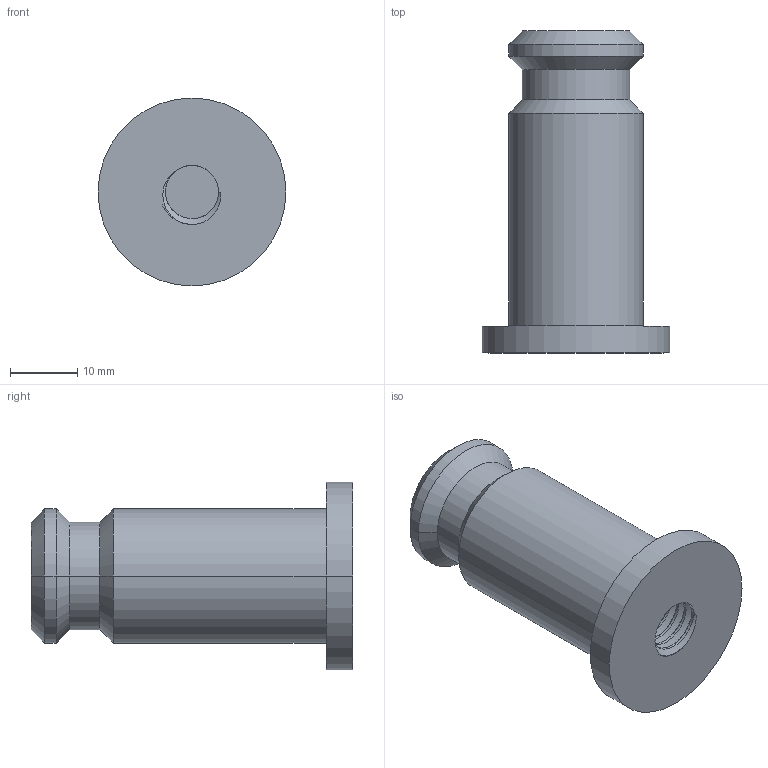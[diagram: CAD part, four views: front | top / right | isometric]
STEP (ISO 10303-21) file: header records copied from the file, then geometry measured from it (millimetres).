
FILE_DESCRIPTION (( 'STEP AP203' ), '1' );
FILE_NAME ('Adaptateur pied micro.STEP', '2020-01-05T15:23:26', ( '' ), ( '' ), 'SwSTEP 2.0', 'SolidWorks 2018', '' );
FILE_SCHEMA (( 'CONFIG_CONTROL_DESIGN' ));
Length unit declared in the file: millimetre
Products named in the file (1): Adaptateur pied micro
Bounding box: 28 x 48 x 28 mm (x, y, z)
Volume: 14522.1 mm3; surface area: 4975.8 mm2
Topology: 1 solids, 1 shells, 44 faces, 106 edges, 66 vertices
Faces by surface type: cylinder 28, cone 6, plane 6, bspline 4
Entity records: 3187 total; most frequent: CARTESIAN_POINT 2216, ORIENTED_EDGE 212, DIRECTION 164, EDGE_CURVE 106, VERTEX_POINT 66, AXIS2_PLACEMENT_3D 62, EDGE_LOOP 46, ADVANCED_FACE 44
